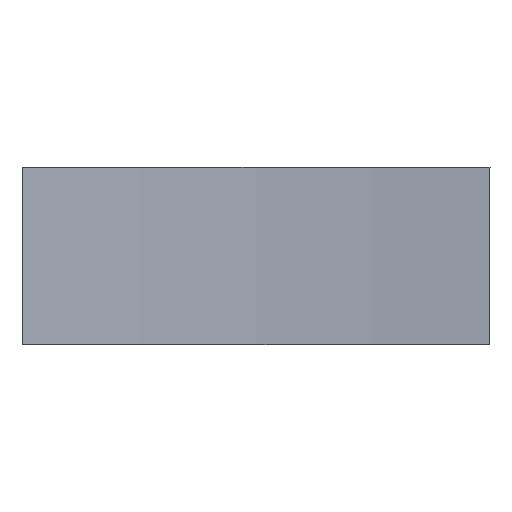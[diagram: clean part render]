
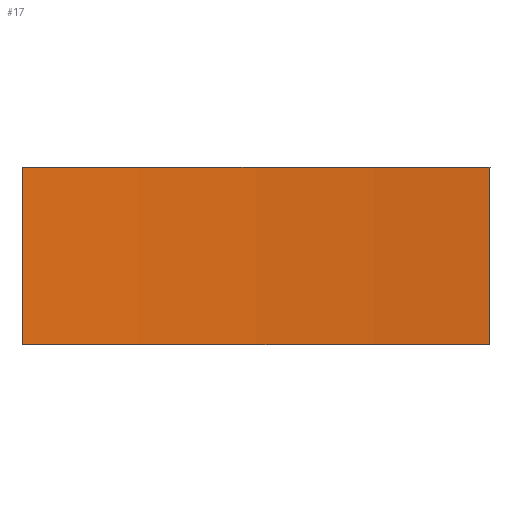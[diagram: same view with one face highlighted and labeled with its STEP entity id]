
A CAD part, top view. The second image highlights one B-rep face of the part: STEP entity #17.
In plain terms, the highlighted cylindrical face has radius 49.995 mm (diameter 99.99 mm), a partial arc.
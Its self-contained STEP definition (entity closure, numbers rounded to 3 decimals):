
#17 = ADVANCED_FACE('',(#18),#33,.F.);
#18 = FACE_BOUND('',#19,.F.);
#19 = EDGE_LOOP('',(#20,#66,#104,#143));
#20 = ORIENTED_EDGE('',*,*,#21,.T.);
#21 = EDGE_CURVE('',#22,#24,#26,.T.);
#22 = VERTEX_POINT('',#23);
#23 = CARTESIAN_POINT('',(-6.584,2.502,
    -0.001));
#24 = VERTEX_POINT('',#25);
#25 = CARTESIAN_POINT('',(6.586,2.498,
    0.002));
#26 = SURFACE_CURVE('',#27,(#32),.PCURVE_S1.);
#27 = CIRCLE('',#28,49.995);
#28 = AXIS2_PLACEMENT_3D('',#29,#30,#31);
#29 = CARTESIAN_POINT('',(-0.013,2.488,
    49.56));
#30 = DIRECTION('',(0.,-1.,
    0.));
#31 = DIRECTION('',(-0.131,0.,-0.991)
  );
#32 = PCURVE('',#33,#38);
#33 = CYLINDRICAL_SURFACE('',#34,49.995);
#34 = AXIS2_PLACEMENT_3D('',#35,#36,#37);
#35 = CARTESIAN_POINT('',(-0.014,-3.012,
    49.559));
#36 = DIRECTION('',(0.,1.,0.
    ));
#37 = DIRECTION('',(-0.242,0.,-0.97)
  );
#38 = DEFINITIONAL_REPRESENTATION('',(#39),#65);
#39 = B_SPLINE_CURVE_WITH_KNOTS('',3,(#40,#41,#42,#43,#44,#45,#46,#47,
    #48,#49,#50,#51,#52,#53,#54,#55,#56,#57,#58,#59,#60,#61,#62,#63,#64)
  ,.UNSPECIFIED.,.F.,.F.,(4,1,1,1,1,1,1,1,1,1,1,1,1,1,1,1,1,1,1,1,1,1,4)
  ,(0.,0.012,0.024,0.036,
    0.048,0.06,0.072,
    0.084,0.096,0.108,0.12,
    0.132,0.144,0.156,0.168,
    0.18,0.192,0.204,0.216,
    0.228,0.24,0.252,0.264),
  .QUASI_UNIFORM_KNOTS.);
#40 = CARTESIAN_POINT('',(6.171,5.5));
#41 = CARTESIAN_POINT('',(6.167,5.5));
#42 = CARTESIAN_POINT('',(6.159,5.5));
#43 = CARTESIAN_POINT('',(6.147,5.5));
#44 = CARTESIAN_POINT('',(6.135,5.5));
#45 = CARTESIAN_POINT('',(6.123,5.5));
#46 = CARTESIAN_POINT('',(6.111,5.5));
#47 = CARTESIAN_POINT('',(6.099,5.5));
#48 = CARTESIAN_POINT('',(6.087,5.5));
#49 = CARTESIAN_POINT('',(6.075,5.5));
#50 = CARTESIAN_POINT('',(6.063,5.5));
#51 = CARTESIAN_POINT('',(6.051,5.5));
#52 = CARTESIAN_POINT('',(6.039,5.5));
#53 = CARTESIAN_POINT('',(6.027,5.5));
#54 = CARTESIAN_POINT('',(6.014,5.5));
#55 = CARTESIAN_POINT('',(6.002,5.5));
#56 = CARTESIAN_POINT('',(5.99,5.5));
#57 = CARTESIAN_POINT('',(5.978,5.5));
#58 = CARTESIAN_POINT('',(5.966,5.5));
#59 = CARTESIAN_POINT('',(5.954,5.5));
#60 = CARTESIAN_POINT('',(5.942,5.5));
#61 = CARTESIAN_POINT('',(5.93,5.5));
#62 = CARTESIAN_POINT('',(5.918,5.5));
#63 = CARTESIAN_POINT('',(5.91,5.5));
#64 = CARTESIAN_POINT('',(5.906,5.5));
#65 = ( GEOMETRIC_REPRESENTATION_CONTEXT(2) 
PARAMETRIC_REPRESENTATION_CONTEXT() REPRESENTATION_CONTEXT('2D SPACE',''
  ) );
#66 = ORIENTED_EDGE('',*,*,#67,.T.);
#67 = EDGE_CURVE('',#24,#68,#70,.T.);
#68 = VERTEX_POINT('',#69);
#69 = CARTESIAN_POINT('',(6.584,-2.502,
    0.001));
#70 = SURFACE_CURVE('',#71,(#75),.PCURVE_S1.);
#71 = LINE('',#72,#73);
#72 = CARTESIAN_POINT('',(6.586,2.498,
    0.002));
#73 = VECTOR('',#74,1.);
#74 = DIRECTION('',(0.,-1.,
    0.));
#75 = PCURVE('',#33,#76);
#76 = DEFINITIONAL_REPRESENTATION('',(#77),#103);
#77 = B_SPLINE_CURVE_WITH_KNOTS('',3,(#78,#79,#80,#81,#82,#83,#84,#85,
    #86,#87,#88,#89,#90,#91,#92,#93,#94,#95,#96,#97,#98,#99,#100,#101,
    #102),.UNSPECIFIED.,.F.,.F.,(4,1,1,1,1,1,1,1,1,1,1,1,1,1,1,1,1,1,1,1
    ,1,1,4),(-0.,0.227,0.455,0.682,
    0.909,1.136,1.364,1.591,
    1.818,2.045,2.273,2.5,
    2.727,2.955,3.182,3.409,
    3.636,3.864,4.091,4.318,
    4.545,4.773,5.),.QUASI_UNIFORM_KNOTS.);
#78 = CARTESIAN_POINT('',(5.906,5.5));
#79 = CARTESIAN_POINT('',(5.906,5.424));
#80 = CARTESIAN_POINT('',(5.906,5.273));
#81 = CARTESIAN_POINT('',(5.906,5.045));
#82 = CARTESIAN_POINT('',(5.906,4.818));
#83 = CARTESIAN_POINT('',(5.906,4.591));
#84 = CARTESIAN_POINT('',(5.906,4.364));
#85 = CARTESIAN_POINT('',(5.906,4.136));
#86 = CARTESIAN_POINT('',(5.906,3.909));
#87 = CARTESIAN_POINT('',(5.906,3.682));
#88 = CARTESIAN_POINT('',(5.906,3.455));
#89 = CARTESIAN_POINT('',(5.906,3.227));
#90 = CARTESIAN_POINT('',(5.906,3.));
#91 = CARTESIAN_POINT('',(5.906,2.773));
#92 = CARTESIAN_POINT('',(5.906,2.545));
#93 = CARTESIAN_POINT('',(5.906,2.318));
#94 = CARTESIAN_POINT('',(5.906,2.091));
#95 = CARTESIAN_POINT('',(5.906,1.864));
#96 = CARTESIAN_POINT('',(5.906,1.636));
#97 = CARTESIAN_POINT('',(5.906,1.409));
#98 = CARTESIAN_POINT('',(5.906,1.182));
#99 = CARTESIAN_POINT('',(5.906,0.955));
#100 = CARTESIAN_POINT('',(5.906,0.727));
#101 = CARTESIAN_POINT('',(5.906,0.576));
#102 = CARTESIAN_POINT('',(5.906,0.5));
#103 = ( GEOMETRIC_REPRESENTATION_CONTEXT(2) 
PARAMETRIC_REPRESENTATION_CONTEXT() REPRESENTATION_CONTEXT('2D SPACE',''
  ) );
#104 = ORIENTED_EDGE('',*,*,#105,.T.);
#105 = EDGE_CURVE('',#68,#106,#108,.T.);
#106 = VERTEX_POINT('',#107);
#107 = CARTESIAN_POINT('',(-6.586,-2.498,
    -0.002));
#108 = SURFACE_CURVE('',#109,(#114),.PCURVE_S1.);
#109 = CIRCLE('',#110,49.995);
#110 = AXIS2_PLACEMENT_3D('',#111,#112,#113);
#111 = CARTESIAN_POINT('',(-0.014,-2.512,
    49.559));
#112 = DIRECTION('',(0.,1.,
    0.));
#113 = DIRECTION('',(0.132,0.,-0.991)
  );
#114 = PCURVE('',#33,#115);
#115 = DEFINITIONAL_REPRESENTATION('',(#116),#142);
#116 = B_SPLINE_CURVE_WITH_KNOTS('',3,(#117,#118,#119,#120,#121,#122,
    #123,#124,#125,#126,#127,#128,#129,#130,#131,#132,#133,#134,#135,
    #136,#137,#138,#139,#140,#141),.UNSPECIFIED.,.F.,.F.,(4,1,1,1,1,1,1,
    1,1,1,1,1,1,1,1,1,1,1,1,1,1,1,4),(0.,0.012,
    0.024,0.036,0.048,
    0.06,0.072,0.084,
    0.096,0.108,0.12,0.132,
    0.144,0.156,0.168,0.18,
    0.192,0.204,0.216,0.228,
    0.24,0.252,0.264),
  .QUASI_UNIFORM_KNOTS.);
#117 = CARTESIAN_POINT('',(5.906,0.5));
#118 = CARTESIAN_POINT('',(5.91,0.5));
#119 = CARTESIAN_POINT('',(5.918,0.5));
#120 = CARTESIAN_POINT('',(5.93,0.5));
#121 = CARTESIAN_POINT('',(5.942,0.5));
#122 = CARTESIAN_POINT('',(5.954,0.5));
#123 = CARTESIAN_POINT('',(5.966,0.5));
#124 = CARTESIAN_POINT('',(5.978,0.5));
#125 = CARTESIAN_POINT('',(5.99,0.5));
#126 = CARTESIAN_POINT('',(6.002,0.5));
#127 = CARTESIAN_POINT('',(6.014,0.5));
#128 = CARTESIAN_POINT('',(6.027,0.5));
#129 = CARTESIAN_POINT('',(6.039,0.5));
#130 = CARTESIAN_POINT('',(6.051,0.5));
#131 = CARTESIAN_POINT('',(6.063,0.5));
#132 = CARTESIAN_POINT('',(6.075,0.5));
#133 = CARTESIAN_POINT('',(6.087,0.5));
#134 = CARTESIAN_POINT('',(6.099,0.5));
#135 = CARTESIAN_POINT('',(6.111,0.5));
#136 = CARTESIAN_POINT('',(6.123,0.5));
#137 = CARTESIAN_POINT('',(6.135,0.5));
#138 = CARTESIAN_POINT('',(6.147,0.5));
#139 = CARTESIAN_POINT('',(6.159,0.5));
#140 = CARTESIAN_POINT('',(6.167,0.5));
#141 = CARTESIAN_POINT('',(6.171,0.5));
#142 = ( GEOMETRIC_REPRESENTATION_CONTEXT(2) 
PARAMETRIC_REPRESENTATION_CONTEXT() REPRESENTATION_CONTEXT('2D SPACE',''
  ) );
#143 = ORIENTED_EDGE('',*,*,#144,.T.);
#144 = EDGE_CURVE('',#106,#22,#145,.T.);
#145 = SURFACE_CURVE('',#146,(#150),.PCURVE_S1.);
#146 = LINE('',#147,#148);
#147 = CARTESIAN_POINT('',(-6.586,-2.498,
    -0.002));
#148 = VECTOR('',#149,1.);
#149 = DIRECTION('',(0.,1.,
    0.));
#150 = PCURVE('',#33,#151);
#151 = DEFINITIONAL_REPRESENTATION('',(#152),#178);
#152 = B_SPLINE_CURVE_WITH_KNOTS('',3,(#153,#154,#155,#156,#157,#158,
    #159,#160,#161,#162,#163,#164,#165,#166,#167,#168,#169,#170,#171,
    #172,#173,#174,#175,#176,#177),.UNSPECIFIED.,.F.,.F.,(4,1,1,1,1,1,1,
    1,1,1,1,1,1,1,1,1,1,1,1,1,1,1,4),(0.,0.227,0.455,
    0.682,0.909,1.136,1.364,
    1.591,1.818,2.045,2.273,
    2.5,2.727,2.955,3.182,
    3.409,3.636,3.864,4.091,
    4.318,4.545,4.773,5.),
  .QUASI_UNIFORM_KNOTS.);
#153 = CARTESIAN_POINT('',(6.171,0.5));
#154 = CARTESIAN_POINT('',(6.171,0.576));
#155 = CARTESIAN_POINT('',(6.171,0.727));
#156 = CARTESIAN_POINT('',(6.171,0.955));
#157 = CARTESIAN_POINT('',(6.171,1.182));
#158 = CARTESIAN_POINT('',(6.171,1.409));
#159 = CARTESIAN_POINT('',(6.171,1.636));
#160 = CARTESIAN_POINT('',(6.171,1.864));
#161 = CARTESIAN_POINT('',(6.171,2.091));
#162 = CARTESIAN_POINT('',(6.171,2.318));
#163 = CARTESIAN_POINT('',(6.171,2.545));
#164 = CARTESIAN_POINT('',(6.171,2.773));
#165 = CARTESIAN_POINT('',(6.171,3.));
#166 = CARTESIAN_POINT('',(6.171,3.227));
#167 = CARTESIAN_POINT('',(6.171,3.455));
#168 = CARTESIAN_POINT('',(6.171,3.682));
#169 = CARTESIAN_POINT('',(6.171,3.909));
#170 = CARTESIAN_POINT('',(6.171,4.136));
#171 = CARTESIAN_POINT('',(6.171,4.364));
#172 = CARTESIAN_POINT('',(6.171,4.591));
#173 = CARTESIAN_POINT('',(6.171,4.818));
#174 = CARTESIAN_POINT('',(6.171,5.045));
#175 = CARTESIAN_POINT('',(6.171,5.273));
#176 = CARTESIAN_POINT('',(6.171,5.424));
#177 = CARTESIAN_POINT('',(6.171,5.5));
#178 = ( GEOMETRIC_REPRESENTATION_CONTEXT(2) 
PARAMETRIC_REPRESENTATION_CONTEXT() REPRESENTATION_CONTEXT('2D SPACE',''
  ) );
